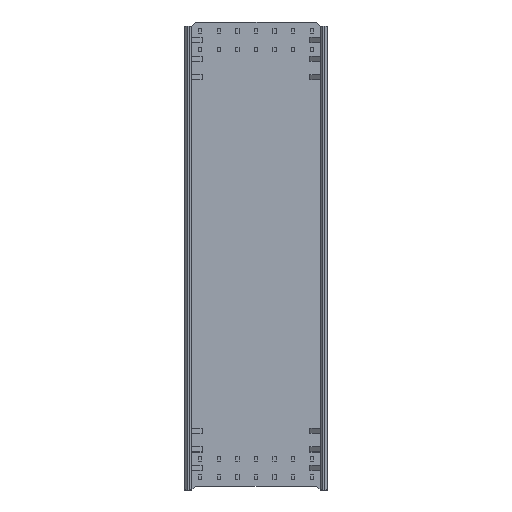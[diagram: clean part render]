
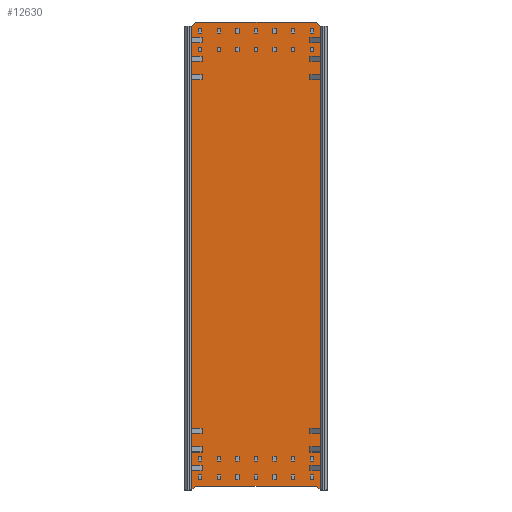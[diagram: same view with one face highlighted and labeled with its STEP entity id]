
A CAD part, top view. The second image highlights one B-rep face of the part: STEP entity #12630.
In plain terms, the highlighted planar face has unit normal (0, 0, 1).
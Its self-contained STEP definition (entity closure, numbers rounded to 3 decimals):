
#10361=CARTESIAN_POINT('',(6.9,-25.35,3.));
#10362=VERTEX_POINT('',#10361);
#10363=CARTESIAN_POINT('',(6.9,24.5,3.0));
#10364=VERTEX_POINT('',#10363);
#10365=CARTESIAN_POINT('',(6.9,-25.35,3.));
#10366=DIRECTION('',(0.0,1.0,0.0));
#10367=VECTOR('',#10366,49.85);
#10368=LINE('',#10365,#10367);
#10369=EDGE_CURVE('',#10362,#10364,#10368,.T.);
#10553=CARTESIAN_POINT('',(-6.9,-25.35,3.));
#10554=VERTEX_POINT('',#10553);
#10599=CARTESIAN_POINT('',(-6.9,24.5,3.0));
#10600=VERTEX_POINT('',#10599);
#10601=CARTESIAN_POINT('',(-6.9,24.5,3.0));
#10602=DIRECTION('',(0.0,-1.0,0.0));
#10603=VECTOR('',#10602,49.85);
#10604=LINE('',#10601,#10603);
#10605=EDGE_CURVE('',#10600,#10554,#10604,.T.);
#11064=CARTESIAN_POINT('',(6.45,24.95,3.));
#11065=VERTEX_POINT('',#11064);
#11073=CARTESIAN_POINT('',(-6.45,24.95,3.));
#11074=VERTEX_POINT('',#11073);
#11081=CARTESIAN_POINT('',(6.45,24.95,3.0));
#11082=DIRECTION('',(-1.0,0.0,0.0));
#11083=VECTOR('',#11082,12.9);
#11084=LINE('',#11081,#11083);
#11085=EDGE_CURVE('',#11065,#11074,#11084,.T.);
#12480=CARTESIAN_POINT('',(6.9,24.5,3.0));
#12481=DIRECTION('',(-0.707,0.707,0.0));
#12482=VECTOR('',#12481,0.636);
#12483=LINE('',#12480,#12482);
#12484=EDGE_CURVE('',#10364,#11065,#12483,.T.);
#12525=CARTESIAN_POINT('',(-6.45,24.95,3.0));
#12526=DIRECTION('',(-0.707,-0.707,0.0));
#12527=VECTOR('',#12526,0.636);
#12528=LINE('',#12525,#12527);
#12529=EDGE_CURVE('',#11074,#10600,#12528,.T.);
#12557=CARTESIAN_POINT('',(-6.5,-24.95,3.));
#12558=VERTEX_POINT('',#12557);
#12565=CARTESIAN_POINT('',(-6.9,-25.35,3.));
#12566=DIRECTION('',(0.707,0.707,0.0));
#12567=VECTOR('',#12566,0.566);
#12568=LINE('',#12565,#12567);
#12569=EDGE_CURVE('',#10554,#12558,#12568,.T.);
#12579=CARTESIAN_POINT('',(6.5,-24.95,3.));
#12580=VERTEX_POINT('',#12579);
#12581=CARTESIAN_POINT('',(-6.5,-24.95,3.));
#12582=DIRECTION('',(1.0,0.0,0.0));
#12583=VECTOR('',#12582,13.0);
#12584=LINE('',#12581,#12583);
#12585=EDGE_CURVE('',#12558,#12580,#12584,.T.);
#12605=CARTESIAN_POINT('',(6.5,-24.95,3.));
#12606=DIRECTION('',(0.707,-0.707,0.0));
#12607=VECTOR('',#12606,0.566);
#12608=LINE('',#12605,#12607);
#12609=EDGE_CURVE('',#12580,#10362,#12608,.T.);
#12615=CARTESIAN_POINT('',(7.59,-27.865,3.0));
#12616=DIRECTION('',(0.0,0.0,-1.0));
#12617=DIRECTION('',(0.0,-1.0,0.0));
#12618=AXIS2_PLACEMENT_3D('',#12615,#12616,#12617);
#12619=PLANE('',#12618);
#12620=ORIENTED_EDGE('',*,*,#10369,.T.);
#12621=ORIENTED_EDGE('',*,*,#12484,.T.);
#12622=ORIENTED_EDGE('',*,*,#11085,.T.);
#12623=ORIENTED_EDGE('',*,*,#12529,.T.);
#12624=ORIENTED_EDGE('',*,*,#10605,.T.);
#12625=ORIENTED_EDGE('',*,*,#12569,.T.);
#12626=ORIENTED_EDGE('',*,*,#12585,.T.);
#12627=ORIENTED_EDGE('',*,*,#12609,.T.);
#12628=EDGE_LOOP('',(#12620,#12621,#12622,#12623,#12624,#12625,#12626,#12627));
#12629=FACE_OUTER_BOUND('',#12628,.T.);
#12630=ADVANCED_FACE('',(#12629),#12619,.F.);
